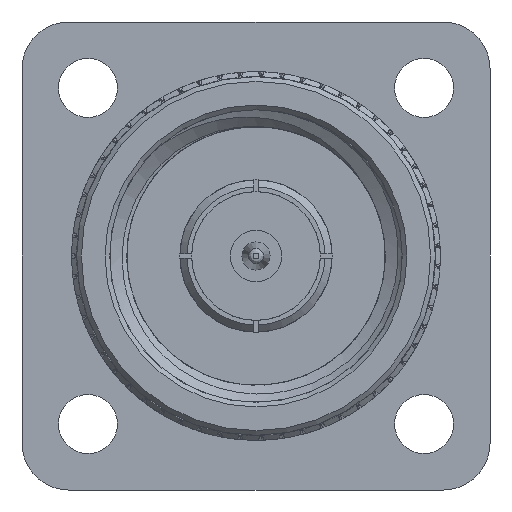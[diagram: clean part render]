
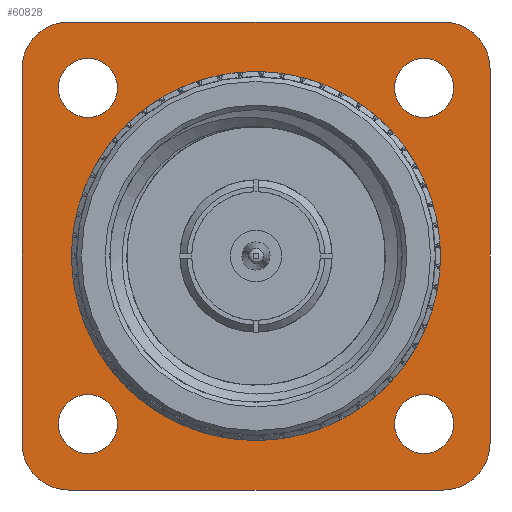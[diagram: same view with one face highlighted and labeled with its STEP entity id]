
A CAD part, left-side view. The second image highlights one B-rep face of the part: STEP entity #60828.
In plain terms, the highlighted planar face has unit normal (-1, 0, 0).
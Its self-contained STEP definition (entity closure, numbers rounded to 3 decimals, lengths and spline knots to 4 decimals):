
#1141 = CARTESIAN_POINT ( 'NONE',  ( 0.7598, -0.4, -0.4 ) ) ;
#1447 = EDGE_LOOP ( 'NONE', ( #53205 ) ) ;
#1746 = CIRCLE ( 'NONE', #21353, 0.063 ) ;
#4105 = DIRECTION ( 'NONE',  ( 0., 0., 1. ) ) ;
#4151 = AXIS2_PLACEMENT_3D ( 'NONE', #13423, #7728, #42251 ) ;
#5536 = CARTESIAN_POINT ( 'NONE',  ( 0.7598, 0.3409, 0. ) ) ;
#5869 = CARTESIAN_POINT ( 'NONE',  ( 0.7598, 0., -0.3409 ) ) ;
#6382 = CIRCLE ( 'NONE', #16884, 0.1 ) ;
#6446 = CIRCLE ( 'NONE', #7914, 0.1 ) ;
#6469 = FACE_BOUND ( 'NONE', #12575, .T. ) ;
#6622 = LINE ( 'NONE', #19878, #82979 ) ;
#7029 = DIRECTION ( 'NONE',  ( 1., 0., 0. ) ) ;
#7554 = ORIENTED_EDGE ( 'NONE', *, *, #77664, .T. ) ;
#7728 = DIRECTION ( 'NONE',  ( -1., 0., 0. ) ) ;
#7769 = EDGE_CURVE ( 'NONE', #85608, #85608, #10161, .T. ) ;
#7914 = AXIS2_PLACEMENT_3D ( 'NONE', #84841, #62238, #11735 ) ;
#10079 = ORIENTED_EDGE ( 'NONE', *, *, #86612, .T. ) ;
#10161 = CIRCLE ( 'NONE', #71951, 0.3409 ) ;
#10621 = VERTEX_POINT ( 'NONE', #66870 ) ;
#11464 = CARTESIAN_POINT ( 'NONE',  ( 0.7598, -0.4, -0.5 ) ) ;
#11735 = DIRECTION ( 'NONE',  ( 0., 0., 1. ) ) ;
#12504 = CARTESIAN_POINT ( 'NONE',  ( 0.7598, 0.4, -0.5 ) ) ;
#12575 = EDGE_LOOP ( 'NONE', ( #63918 ) ) ;
#12784 = VERTEX_POINT ( 'NONE', #12504 ) ;
#13423 = CARTESIAN_POINT ( 'NONE',  ( 0.7598, 0.4, 0.4 ) ) ;
#13433 = EDGE_CURVE ( 'NONE', #35592, #35592, #86685, .T. ) ;
#15357 = DIRECTION ( 'NONE',  ( 0., 0., 1. ) ) ;
#15739 = CARTESIAN_POINT ( 'NONE',  ( 0.7598, 0.3591, -0.2961 ) ) ;
#16197 = VERTEX_POINT ( 'NONE', #81286 ) ;
#16224 = CARTESIAN_POINT ( 'NONE',  ( 0.7598, -0.5, -0.5 ) ) ;
#16884 = AXIS2_PLACEMENT_3D ( 'NONE', #38711, #67452, #45338 ) ;
#17552 = AXIS2_PLACEMENT_3D ( 'NONE', #33799, #62553, #91372 ) ;
#19873 = CIRCLE ( 'NONE', #60548, 0.063 ) ;
#19878 = CARTESIAN_POINT ( 'NONE',  ( 0.7598, -0.5, -0.5 ) ) ;
#19977 = VERTEX_POINT ( 'NONE', #38977 ) ;
#21353 = AXIS2_PLACEMENT_3D ( 'NONE', #55861, #62010, #26169 ) ;
#21860 = CIRCLE ( 'NONE', #17552, 0.063 ) ;
#22860 = DIRECTION ( 'NONE',  ( 0., -1., 0. ) ) ;
#23285 = VERTEX_POINT ( 'NONE', #15739 ) ;
#24801 = DIRECTION ( 'NONE',  ( 0., 0., -1. ) ) ;
#26169 = DIRECTION ( 'NONE',  ( 0., 0., 1. ) ) ;
#27591 = VERTEX_POINT ( 'NONE', #56360 ) ;
#28278 = DIRECTION ( 'NONE',  ( 0., 0., -1. ) ) ;
#28558 = CIRCLE ( 'NONE', #35980, 0.1 ) ;
#29431 = AXIS2_PLACEMENT_3D ( 'NONE', #31985, #62149, #4105 ) ;
#31985 = CARTESIAN_POINT ( 'NONE',  ( 0.7598, 0.3591, 0.3591 ) ) ;
#33788 = EDGE_CURVE ( 'NONE', #61284, #19977, #85520, .T. ) ;
#33799 = CARTESIAN_POINT ( 'NONE',  ( 0.7598, -0.3591, -0.3591 ) ) ;
#35592 = VERTEX_POINT ( 'NONE', #84667 ) ;
#35980 = AXIS2_PLACEMENT_3D ( 'NONE', #1141, #74317, #15357 ) ;
#38021 = LINE ( 'NONE', #39441, #88708 ) ;
#38711 = CARTESIAN_POINT ( 'NONE',  ( 0.7598, -0.4, 0.4 ) ) ;
#38977 = CARTESIAN_POINT ( 'NONE',  ( 0.7598, 0.5, 0.4 ) ) ;
#39441 = CARTESIAN_POINT ( 'NONE',  ( 0.7598, 0.5, -0.5 ) ) ;
#40111 = ORIENTED_EDGE ( 'NONE', *, *, #71719, .T. ) ;
#40502 = CARTESIAN_POINT ( 'NONE',  ( 0.7598, -0.5, 0.4 ) ) ;
#41045 = VECTOR ( 'NONE', #22860, 39.3701 ) ;
#41094 = EDGE_CURVE ( 'NONE', #78401, #61284, #91834, .T. ) ;
#42074 = VECTOR ( 'NONE', #63928, 39.3701 ) ;
#42251 = DIRECTION ( 'NONE',  ( 0., 0., 1. ) ) ;
#45338 = DIRECTION ( 'NONE',  ( 0., 0., 1. ) ) ;
#45420 = EDGE_LOOP ( 'NONE', ( #64745 ) ) ;
#46454 = ORIENTED_EDGE ( 'NONE', *, *, #90212, .T. ) ;
#47124 = ORIENTED_EDGE ( 'NONE', *, *, #70862, .T. ) ;
#48553 = DIRECTION ( 'NONE',  ( 0., 0., 1. ) ) ;
#48585 = EDGE_LOOP ( 'NONE', ( #57349 ) ) ;
#49471 = DIRECTION ( 'NONE',  ( -1., 0., 0. ) ) ;
#49930 = FACE_OUTER_BOUND ( 'NONE', #84032, .T. ) ;
#50459 = VERTEX_POINT ( 'NONE', #80925 ) ;
#52178 = AXIS2_PLACEMENT_3D ( 'NONE', #5536, #49471, #48553 ) ;
#53205 = ORIENTED_EDGE ( 'NONE', *, *, #56410, .F. ) ;
#54621 = CARTESIAN_POINT ( 'NONE',  ( 0.7598, -0.4, 0.5 ) ) ;
#54759 = CARTESIAN_POINT ( 'NONE',  ( 0.7598, -0.3591, 0.3591 ) ) ;
#55592 = FACE_BOUND ( 'NONE', #60464, .T. ) ;
#55861 = CARTESIAN_POINT ( 'NONE',  ( 0.7598, 0.3591, -0.3591 ) ) ;
#55954 = CARTESIAN_POINT ( 'NONE',  ( 0.7598, -0.5, 0.5 ) ) ;
#56360 = CARTESIAN_POINT ( 'NONE',  ( 0.7598, -0.3591, -0.2961 ) ) ;
#56410 = EDGE_CURVE ( 'NONE', #27591, #27591, #21860, .T. ) ;
#56517 = ORIENTED_EDGE ( 'NONE', *, *, #13433, .F. ) ;
#57349 = ORIENTED_EDGE ( 'NONE', *, *, #84353, .F. ) ;
#58159 = ORIENTED_EDGE ( 'NONE', *, *, #87694, .T. ) ;
#60464 = EDGE_LOOP ( 'NONE', ( #56517 ) ) ;
#60548 = AXIS2_PLACEMENT_3D ( 'NONE', #54759, #62275, #68875 ) ;
#60828 = ADVANCED_FACE ( 'NONE', ( #70669, #55592, #64477, #84342, #6469, #49930 ), #64020, .T. ) ;
#61284 = VERTEX_POINT ( 'NONE', #73798 ) ;
#62010 = DIRECTION ( 'NONE',  ( -1., 0., 0. ) ) ;
#62149 = DIRECTION ( 'NONE',  ( -1., 0., 0. ) ) ;
#62238 = DIRECTION ( 'NONE',  ( -1., 0., 0. ) ) ;
#62275 = DIRECTION ( 'NONE',  ( -1., 0., 0. ) ) ;
#62553 = DIRECTION ( 'NONE',  ( -1., 0., 0. ) ) ;
#63918 = ORIENTED_EDGE ( 'NONE', *, *, #7769, .T. ) ;
#63928 = DIRECTION ( 'NONE',  ( 0., 1., 0. ) ) ;
#64020 = PLANE ( 'NONE',  #52178 ) ;
#64173 = DIRECTION ( 'NONE',  ( 0., 0., 1. ) ) ;
#64477 = FACE_BOUND ( 'NONE', #48585, .T. ) ;
#64745 = ORIENTED_EDGE ( 'NONE', *, *, #85312, .F. ) ;
#65220 = VERTEX_POINT ( 'NONE', #40502 ) ;
#65789 = ORIENTED_EDGE ( 'NONE', *, *, #41094, .T. ) ;
#66232 = LINE ( 'NONE', #16224, #41045 ) ;
#66870 = CARTESIAN_POINT ( 'NONE',  ( 0.7598, -0.5, -0.4 ) ) ;
#67452 = DIRECTION ( 'NONE',  ( -1., 0., 0. ) ) ;
#68875 = DIRECTION ( 'NONE',  ( 0., 0., 1. ) ) ;
#70669 = FACE_BOUND ( 'NONE', #45420, .T. ) ;
#70862 = EDGE_CURVE ( 'NONE', #87757, #10621, #28558, .T. ) ;
#71719 = EDGE_CURVE ( 'NONE', #19977, #50459, #38021, .T. ) ;
#71951 = AXIS2_PLACEMENT_3D ( 'NONE', #93414, #7029, #28278 ) ;
#73798 = CARTESIAN_POINT ( 'NONE',  ( 0.7598, 0.4, 0.5 ) ) ;
#74317 = DIRECTION ( 'NONE',  ( -1., 0., 0. ) ) ;
#77664 = EDGE_CURVE ( 'NONE', #10621, #65220, #6622, .T. ) ;
#78401 = VERTEX_POINT ( 'NONE', #54621 ) ;
#80925 = CARTESIAN_POINT ( 'NONE',  ( 0.7598, 0.5, -0.4 ) ) ;
#81286 = CARTESIAN_POINT ( 'NONE',  ( 0.7598, -0.3591, 0.422 ) ) ;
#82979 = VECTOR ( 'NONE', #64173, 39.3701 ) ;
#84032 = EDGE_LOOP ( 'NONE', ( #7554, #10079, #65789, #92588, #40111, #46454, #58159, #47124 ) ) ;
#84342 = FACE_BOUND ( 'NONE', #1447, .T. ) ;
#84353 = EDGE_CURVE ( 'NONE', #16197, #16197, #19873, .T. ) ;
#84667 = CARTESIAN_POINT ( 'NONE',  ( 0.7598, 0.3591, 0.422 ) ) ;
#84841 = CARTESIAN_POINT ( 'NONE',  ( 0.7598, 0.4, -0.4 ) ) ;
#85312 = EDGE_CURVE ( 'NONE', #23285, #23285, #1746, .T. ) ;
#85520 = CIRCLE ( 'NONE', #4151, 0.1 ) ;
#85608 = VERTEX_POINT ( 'NONE', #5869 ) ;
#86612 = EDGE_CURVE ( 'NONE', #65220, #78401, #6382, .T. ) ;
#86685 = CIRCLE ( 'NONE', #29431, 0.063 ) ;
#87694 = EDGE_CURVE ( 'NONE', #12784, #87757, #66232, .T. ) ;
#87757 = VERTEX_POINT ( 'NONE', #11464 ) ;
#88708 = VECTOR ( 'NONE', #24801, 39.3701 ) ;
#90212 = EDGE_CURVE ( 'NONE', #50459, #12784, #6446, .T. ) ;
#91372 = DIRECTION ( 'NONE',  ( 0., 0., 1. ) ) ;
#91834 = LINE ( 'NONE', #55954, #42074 ) ;
#92588 = ORIENTED_EDGE ( 'NONE', *, *, #33788, .T. ) ;
#93414 = CARTESIAN_POINT ( 'NONE',  ( 0.7598, 0., 0. ) ) ;
